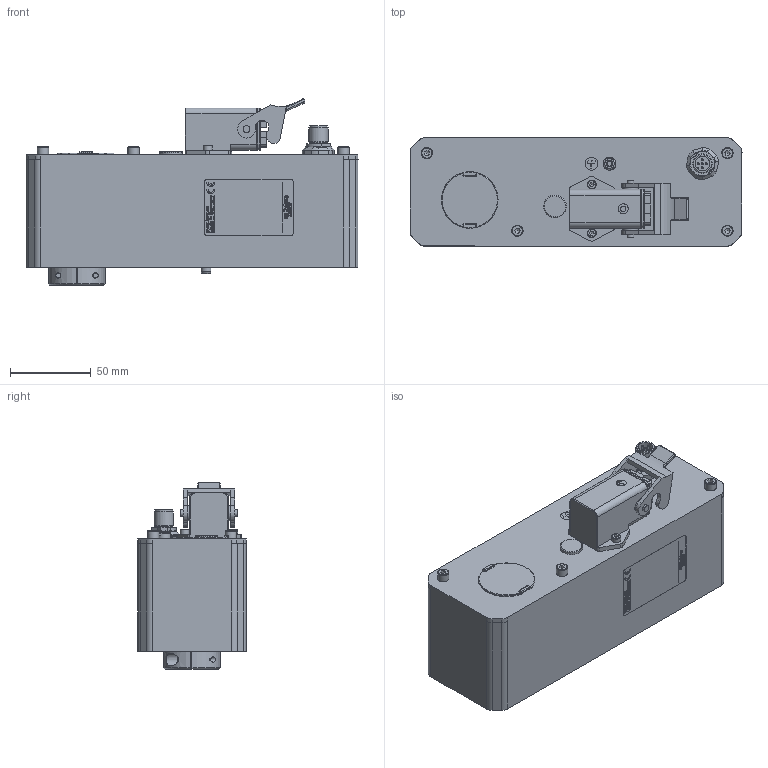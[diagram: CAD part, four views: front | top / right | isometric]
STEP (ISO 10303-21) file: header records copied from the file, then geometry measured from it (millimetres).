
FILE_DESCRIPTION(/* description */ (''),/* implementation_level */ '2;1');
FILE_NAME(/* name */ '7300.018003_PSE34xx-14-IO-0-65.stp',/* time_stamp */ '2021-08-19T13:58:20+02:00',/* author */ ('mzabek'),/* organization */ (''),/* preprocessor_version */ 'ST-DEVELOPER v18.1',/* originating_system */ 'Autodesk Inventor 2021',/* authorisation */ '');
FILE_SCHEMA (('AUTOMOTIVE_DESIGN { 1 0 10303 214 3 1 1 }'));
Products named in the file (1): ENG-108792.018003_Shrinkwrap_1
Bounding box: 205.51 x 67.41 x 115.37 mm (x, y, z)
Volume: 980054.4 mm3; surface area: 85911.7 mm2
Topology: 1 solids, 1 shells, 1657 faces, 4487 edges, 2907 vertices
Faces by surface type: plane 881, bspline 386, cylinder 264, torus 60, sphere 33, cone 33
Full cylindrical faces by diameter (mm): 1 x5, 1.6 x5, 3.242 x2, 3.4 x1, 4 x3, 4.2 x2, 4.3 x2, 4.5 x2, 5.5 x2, 6 x1, 7 x6, 8 x5, 9 x1, 9.5 x2, 10 x2, 11 x2, 12 x1, 14 x2, 14.4 x1, 25 x1, 35 x1, 37 x1
Entity records: 56904 total; most frequent: CARTESIAN_POINT 15798, ORIENTED_EDGE 8918, DIRECTION 6803, EDGE_CURVE 4459, VERTEX_POINT 2907, LINE 2809, VECTOR 2809, AXIS2_PLACEMENT_3D 1997
